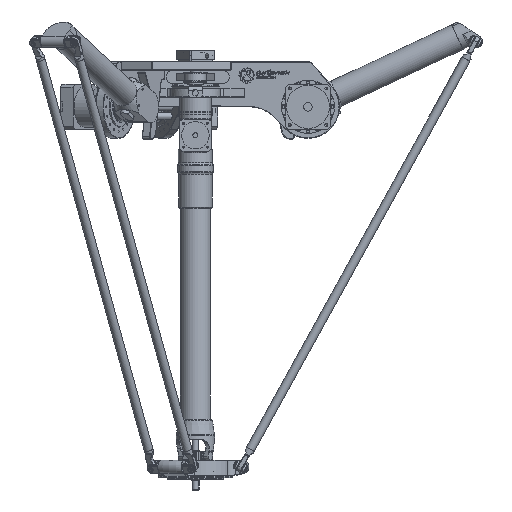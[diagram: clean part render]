
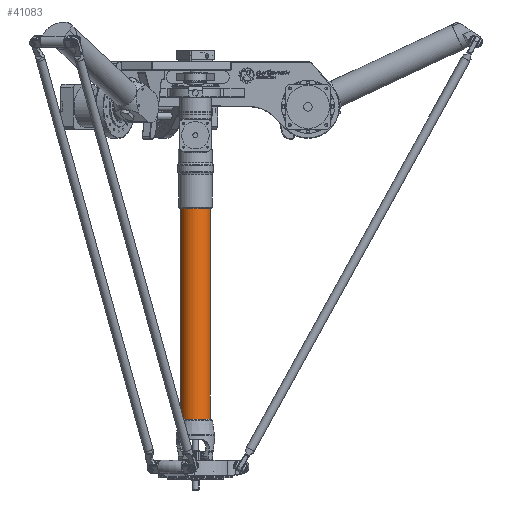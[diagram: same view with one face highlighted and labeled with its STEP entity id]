
A CAD part, front view. The second image highlights one B-rep face of the part: STEP entity #41083.
In plain terms, the highlighted cylindrical face has radius 33.5 mm (diameter 67 mm), a full revolution.
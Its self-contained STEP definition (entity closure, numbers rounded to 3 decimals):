
#1332=CYLINDRICAL_SURFACE('',#45443,33.5);
#2184=FACE_BOUND('',#9916,.T.);
#3790=CIRCLE('',#45349,33.5);
#3823=CIRCLE('',#45431,33.5);
#6625=FACE_OUTER_BOUND('',#9915,.T.);
#9915=EDGE_LOOP('',(#35066));
#9916=EDGE_LOOP('',(#35067));
#19846=VERTEX_POINT('',#77114);
#19917=VERTEX_POINT('',#77471);
#24939=EDGE_CURVE('',#19846,#19846,#3790,.T.);
#25044=EDGE_CURVE('',#19917,#19917,#3823,.T.);
#35066=ORIENTED_EDGE('',*,*,#24939,.F.);
#35067=ORIENTED_EDGE('',*,*,#25044,.T.);
#41083=ADVANCED_FACE('',(#6625,#2184),#1332,.T.);
#45349=AXIS2_PLACEMENT_3D('',#77115,#56107,#56108);
#45431=AXIS2_PLACEMENT_3D('',#77472,#56323,#56324);
#45443=AXIS2_PLACEMENT_3D('',#77488,#56347,#56348);
#56107=DIRECTION('center_axis',(0.,-1.,0.));
#56108=DIRECTION('ref_axis',(1.,0.,0.));
#56323=DIRECTION('center_axis',(0.,-1.,0.));
#56324=DIRECTION('ref_axis',(1.,0.,0.));
#56347=DIRECTION('center_axis',(0.,-1.,0.));
#56348=DIRECTION('ref_axis',(1.,0.,0.));
#77114=CARTESIAN_POINT('',(33.5,0.,0.));
#77115=CARTESIAN_POINT('Origin',(0.,0.,0.));
#77471=CARTESIAN_POINT('',(33.5,468.5,0.));
#77472=CARTESIAN_POINT('Origin',(0.,468.5,0.));
#77488=CARTESIAN_POINT('Origin',(0.,234.25,0.));
